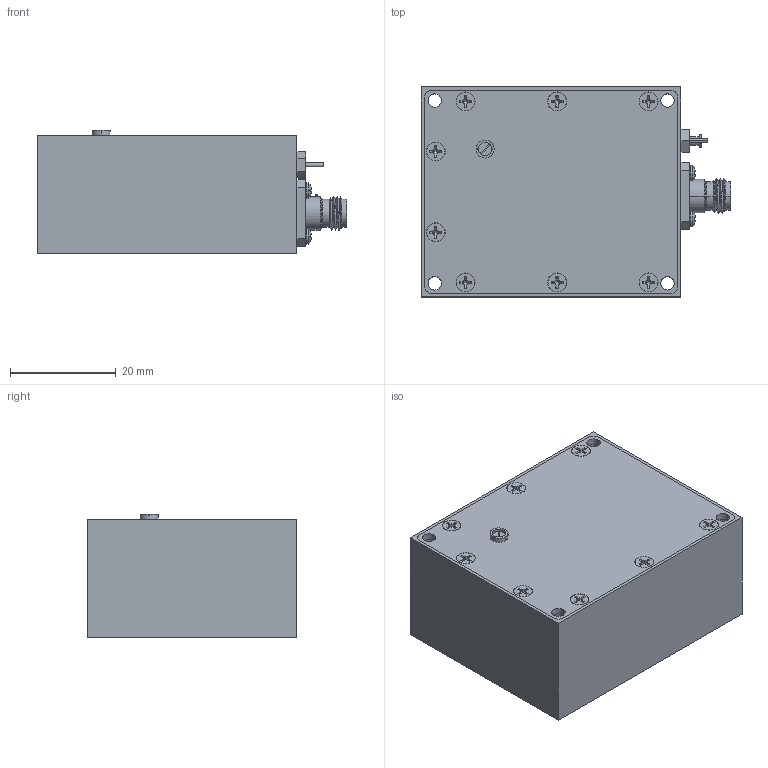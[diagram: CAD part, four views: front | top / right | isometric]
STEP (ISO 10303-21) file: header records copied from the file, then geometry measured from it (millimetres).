
FILE_DESCRIPTION (( 'STEP AP203' ), '1' );
FILE_NAME ('SOD-06304113-SF-S1.STEP', '2019-03-28T22:29:50', ( '' ), ( '' ), 'SwSTEP 2.0', 'SolidWorks 2016', '' );
FILE_SCHEMA (( 'CONFIG_CONTROL_DESIGN' ));
Length unit declared in the file: inch
Products named in the file (1): SOD-06304113-SF-S1
Bounding box: 58.4 x 39.62 x 23.3 mm (x, y, z)
Volume: 43593.8 mm3; surface area: 14089.4 mm2
Topology: 18 solids, 18 shells, 1008 faces, 2805 edges, 1844 vertices
Faces by surface type: cylinder 459, plane 293, cone 188, bspline 42, torus 18, sphere 8
Entity records: 46319 total; most frequent: CARTESIAN_POINT 22903, ORIENTED_EDGE 5578, DIRECTION 4225, EDGE_CURVE 2789, VERTEX_POINT 1844, AXIS2_PLACEMENT_3D 1593, EDGE_LOOP 1077, LINE 1039
